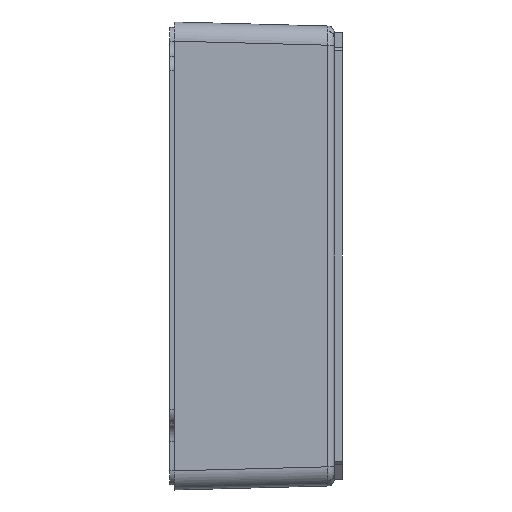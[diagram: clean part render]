
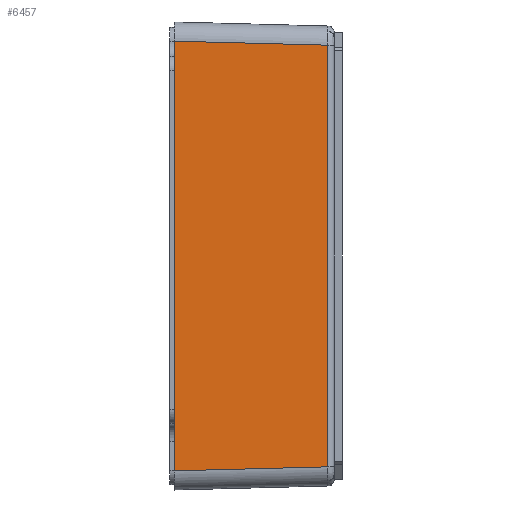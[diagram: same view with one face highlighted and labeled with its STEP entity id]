
A CAD part, left-side view. The second image highlights one B-rep face of the part: STEP entity #6457.
In plain terms, the highlighted planar face has unit normal (-1, -0.026, 0).
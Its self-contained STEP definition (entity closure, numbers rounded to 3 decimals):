
#1428 = VERTEX_POINT('',#1429);
#1429 = CARTESIAN_POINT('',(-109.992,-48.052,
    65.994));
#6091 = VERTEX_POINT('',#6092);
#6092 = CARTESIAN_POINT('',(-111.25,0.,-67.252));
#6099 = EDGE_CURVE('',#6091,#6100,#6102,.T.);
#6100 = VERTEX_POINT('',#6101);
#6101 = CARTESIAN_POINT('',(-111.25,0.,67.252));
#6102 = LINE('',#6103,#6104);
#6103 = CARTESIAN_POINT('',(-111.25,0.,-67.252));
#6104 = VECTOR('',#6105,1.);
#6105 = DIRECTION('',(0.,0.,1.));
#6457 = ADVANCED_FACE('',(#6458),#6481,.T.);
#6458 = FACE_BOUND('',#6459,.T.);
#6459 = EDGE_LOOP('',(#6460,#6468,#6474,#6480));
#6460 = ORIENTED_EDGE('',*,*,#6461,.T.);
#6461 = EDGE_CURVE('',#6091,#6462,#6464,.T.);
#6462 = VERTEX_POINT('',#6463);
#6463 = CARTESIAN_POINT('',(-109.992,-48.052,
    -65.994));
#6464 = LINE('',#6465,#6466);
#6465 = CARTESIAN_POINT('',(-111.25,0.,-67.252)
  );
#6466 = VECTOR('',#6467,1.);
#6467 = DIRECTION('',(0.026,-0.999,
    0.026));
#6468 = ORIENTED_EDGE('',*,*,#6469,.T.);
#6469 = EDGE_CURVE('',#6462,#1428,#6470,.T.);
#6470 = LINE('',#6471,#6472);
#6471 = CARTESIAN_POINT('',(-109.992,-48.052,
    -65.994));
#6472 = VECTOR('',#6473,1.);
#6473 = DIRECTION('',(0.,0.,1.));
#6474 = ORIENTED_EDGE('',*,*,#6475,.T.);
#6475 = EDGE_CURVE('',#1428,#6100,#6476,.T.);
#6476 = LINE('',#6477,#6478);
#6477 = CARTESIAN_POINT('',(-109.992,-48.052,
    65.994));
#6478 = VECTOR('',#6479,1.);
#6479 = DIRECTION('',(-0.026,0.999,
    0.026));
#6480 = ORIENTED_EDGE('',*,*,#6099,.F.);
#6481 = PLANE('',#6482);
#6482 = AXIS2_PLACEMENT_3D('',#6483,#6484,#6485);
#6483 = CARTESIAN_POINT('',(-111.25,0.,-73.25));
#6484 = DIRECTION('',(-1.,-0.026,
    0.));
#6485 = DIRECTION('',(0.,0.,1.));
